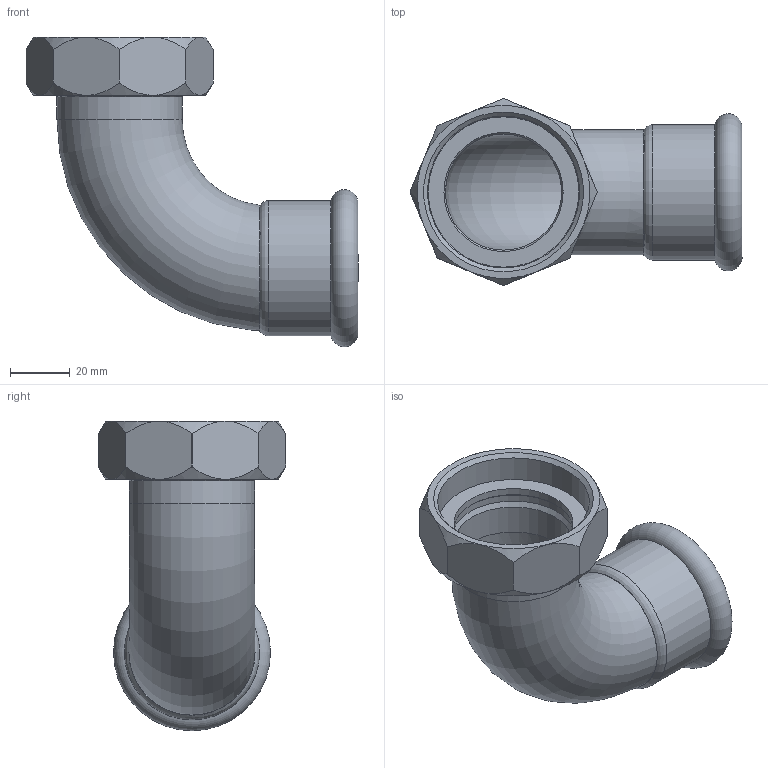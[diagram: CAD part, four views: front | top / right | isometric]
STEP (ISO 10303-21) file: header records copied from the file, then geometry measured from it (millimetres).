
FILE_DESCRIPTION(/* description */ (''),/* implementation_level */ '2;1');
FILE_NAME(/* name */ '186042134R_Inoxpres.stp',/* time_stamp */ '2022-10-17T08:49:43+02:00',/* author */ ('Vault'),/* organization */ ('Raccorderie metalliche s.p.a. '),/* preprocessor_version */ 'ST-DEVELOPER v18.1',/* originating_system */ 'Autodesk Inventor 2020',/* authorisation */ 'Raccorderie metalliche s.p.a. ');
FILE_SCHEMA (('AUTOMOTIVE_DESIGN { 1 0 10303 214 3 1 1 }'));
Length unit declared in the file: millimetre
Products named in the file (1): 186042134_R_Inoxpres
Bounding box: 111.39 x 62.77 x 103.85 mm (x, y, z)
Volume: 47113.3 mm3; surface area: 43496 mm2
Topology: 1 solids, 1 shells, 72 faces, 189 edges, 124 vertices
Faces by surface type: cone 27, cylinder 21, plane 15, torus 9
Full cylindrical faces by diameter (mm): 39 x1, 40 x1, 41 x1, 42 x1, 42.4 x1, 42.7 x2, 45.4 x1, 47 x1, 47.7 x1, 50.5 x2, 51 x1
Entity records: 2368 total; most frequent: CARTESIAN_POINT 534, DIRECTION 413, ORIENTED_EDGE 378, EDGE_CURVE 189, AXIS2_PLACEMENT_3D 187, VERTEX_POINT 124, CIRCLE 114, EDGE_LOOP 79
